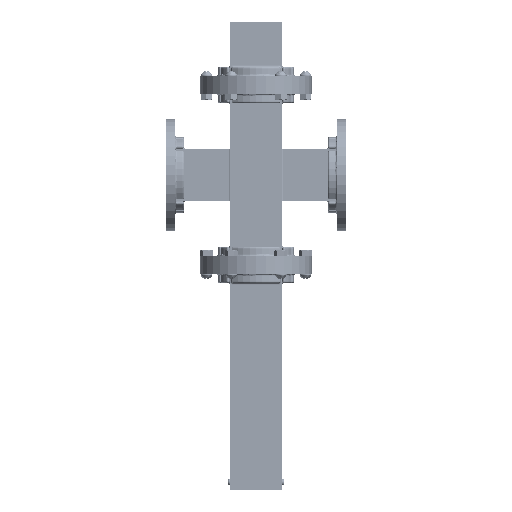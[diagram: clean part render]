
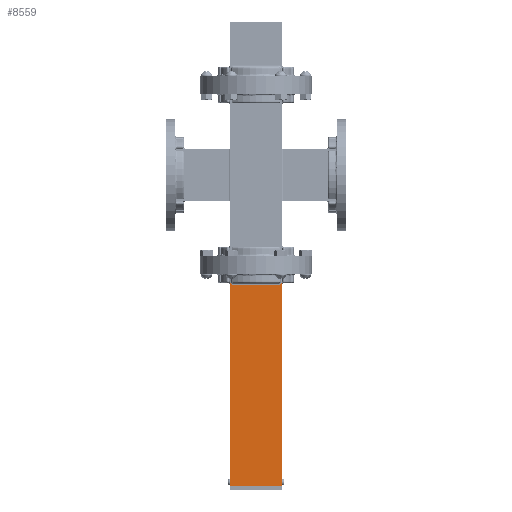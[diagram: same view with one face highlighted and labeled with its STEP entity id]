
A CAD part, front view. The second image highlights one B-rep face of the part: STEP entity #8559.
In plain terms, the highlighted planar face has unit normal (0, -1, 0).
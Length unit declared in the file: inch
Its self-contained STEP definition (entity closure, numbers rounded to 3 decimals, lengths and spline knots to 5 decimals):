
#624 = DIRECTION ( 'NONE',  ( 0., -1., 0. ) ) ;
#1615 = CARTESIAN_POINT ( 'NONE',  ( 0.726, -0.351, -6.25 ) ) ;
#2029 = PLANE ( 'NONE',  #62333 ) ;
#4452 = CARTESIAN_POINT ( 'NONE',  ( 0., -0.351, -0.55 ) ) ;
#7527 = CARTESIAN_POINT ( 'NONE',  ( -0.626, -0.351, -0.55 ) ) ;
#8436 = CARTESIAN_POINT ( 'NONE',  ( -0.726, -0.351, -6.15 ) ) ;
#8559 = ADVANCED_FACE ( 'NONE', ( #11818 ), #2029, .F. ) ;
#8668 = VERTEX_POINT ( 'NONE', #69056 ) ;
#8677 = DIRECTION ( 'NONE',  ( 0., 0., 1. ) ) ;
#11603 = EDGE_CURVE ( 'NONE', #16907, #59520, #63004, .T. ) ;
#11818 = FACE_OUTER_BOUND ( 'NONE', #45875, .T. ) ;
#12392 = CARTESIAN_POINT ( 'NONE',  ( 0.626, -0.351, -0.55 ) ) ;
#14187 = ORIENTED_EDGE ( 'NONE', *, *, #32879, .F. ) ;
#15312 = DIRECTION ( 'NONE',  ( 0., -1., 0. ) ) ;
#16907 = VERTEX_POINT ( 'NONE', #12392 ) ;
#18628 = VECTOR ( 'NONE', #58560, 39.37008 ) ;
#18680 = DIRECTION ( 'NONE',  ( 0., 1., 0. ) ) ;
#21948 = VECTOR ( 'NONE', #43361, 39.37008 ) ;
#22332 = EDGE_CURVE ( 'NONE', #8668, #42735, #72089, .T. ) ;
#28772 = DIRECTION ( 'NONE',  ( -1., 0., 0. ) ) ;
#29419 = ORIENTED_EDGE ( 'NONE', *, *, #42950, .T. ) ;
#31609 = ORIENTED_EDGE ( 'NONE', *, *, #58526, .F. ) ;
#32086 = VERTEX_POINT ( 'NONE', #50933 ) ;
#32232 = ORIENTED_EDGE ( 'NONE', *, *, #43858, .F. ) ;
#32879 = EDGE_CURVE ( 'NONE', #61222, #32086, #71832, .T. ) ;
#33620 = DIRECTION ( 'NONE',  ( 1., 0., 0. ) ) ;
#34135 = CIRCLE ( 'NONE', #71447, 0.1 ) ;
#37236 = ORIENTED_EDGE ( 'NONE', *, *, #11603, .T. ) ;
#39924 = CARTESIAN_POINT ( 'NONE',  ( 0., -0.351, -6.15 ) ) ;
#42699 = CIRCLE ( 'NONE', #72634, 0.1 ) ;
#42735 = VERTEX_POINT ( 'NONE', #60750 ) ;
#42950 = EDGE_CURVE ( 'NONE', #61222, #8668, #45246, .T. ) ;
#43361 = DIRECTION ( 'NONE',  ( -1., 0., 0. ) ) ;
#43858 = EDGE_CURVE ( 'NONE', #16907, #42735, #42699, .T. ) ;
#45246 = LINE ( 'NONE', #39924, #47001 ) ;
#45875 = EDGE_LOOP ( 'NONE', ( #32232, #37236, #31609, #14187, #29419, #68002 ) ) ;
#47001 = VECTOR ( 'NONE', #33620, 39.37008 ) ;
#50933 = CARTESIAN_POINT ( 'NONE',  ( -0.726, -0.351, -0.45 ) ) ;
#53383 = VECTOR ( 'NONE', #8677, 39.37008 ) ;
#58026 = CARTESIAN_POINT ( 'NONE',  ( 0., -0.351, -6.25 ) ) ;
#58526 = EDGE_CURVE ( 'NONE', #32086, #59520, #34135, .T. ) ;
#58560 = DIRECTION ( 'NONE',  ( 0., 0., 1. ) ) ;
#59520 = VERTEX_POINT ( 'NONE', #7527 ) ;
#60750 = CARTESIAN_POINT ( 'NONE',  ( 0.726, -0.351, -0.45 ) ) ;
#61222 = VERTEX_POINT ( 'NONE', #8436 ) ;
#61767 = CARTESIAN_POINT ( 'NONE',  ( 0.626, -0.351, -0.45 ) ) ;
#62333 = AXIS2_PLACEMENT_3D ( 'NONE', #58026, #18680, #63176 ) ;
#63004 = LINE ( 'NONE', #4452, #21948 ) ;
#63176 = DIRECTION ( 'NONE',  ( -1., 0., 0. ) ) ;
#65441 = DIRECTION ( 'NONE',  ( -1., 0., 0. ) ) ;
#68002 = ORIENTED_EDGE ( 'NONE', *, *, #22332, .T. ) ;
#69056 = CARTESIAN_POINT ( 'NONE',  ( 0.726, -0.351, -6.15 ) ) ;
#69609 = CARTESIAN_POINT ( 'NONE',  ( -0.726, -0.351, -6.25 ) ) ;
#70891 = CARTESIAN_POINT ( 'NONE',  ( -0.626, -0.351, -0.45 ) ) ;
#71447 = AXIS2_PLACEMENT_3D ( 'NONE', #70891, #15312, #65441 ) ;
#71832 = LINE ( 'NONE', #69609, #53383 ) ;
#72089 = LINE ( 'NONE', #1615, #18628 ) ;
#72634 = AXIS2_PLACEMENT_3D ( 'NONE', #61767, #624, #28772 ) ;
